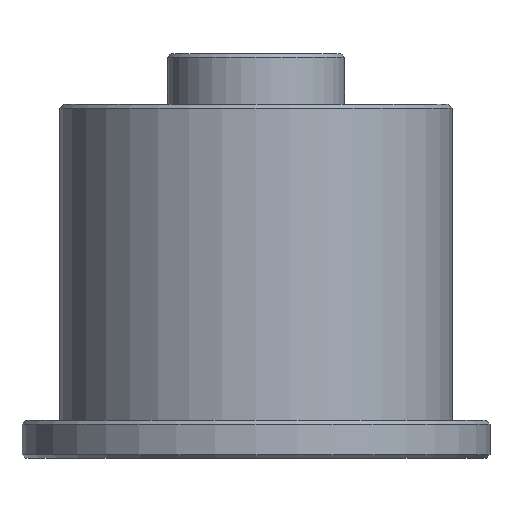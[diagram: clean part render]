
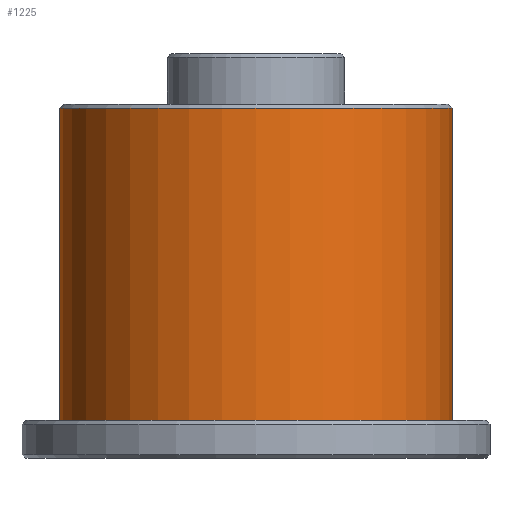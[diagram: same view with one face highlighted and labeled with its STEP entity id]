
A CAD part, front view. The second image highlights one B-rep face of the part: STEP entity #1225.
In plain terms, the highlighted cylindrical face has radius 15.5 mm (diameter 31 mm), a partial arc.
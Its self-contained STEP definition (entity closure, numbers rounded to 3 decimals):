
#67 = LINE ( 'NONE', #1532, #1899 ) ;
#116 = EDGE_CURVE ( 'NONE', #2234, #1974, #1117, .T. ) ;
#264 = CARTESIAN_POINT ( 'NONE',  ( -15.5, 0., 27.7 ) ) ;
#298 = VERTEX_POINT ( 'NONE', #1493 ) ;
#309 = DIRECTION ( 'NONE',  ( 0., 0., -1. ) ) ;
#408 = ORIENTED_EDGE ( 'NONE', *, *, #2098, .F. ) ;
#492 = DIRECTION ( 'NONE',  ( 1., 0., 0. ) ) ;
#538 = DIRECTION ( 'NONE',  ( 0., 0., -1. ) ) ;
#592 = FACE_OUTER_BOUND ( 'NONE', #2075, .T. ) ;
#725 = CARTESIAN_POINT ( 'NONE',  ( 15.5, 0., 3. ) ) ;
#837 = DIRECTION ( 'NONE',  ( 0., 0., -1. ) ) ;
#881 = CIRCLE ( 'NONE', #1980, 15.5 ) ;
#1117 = CIRCLE ( 'NONE', #1948, 15.5 ) ;
#1173 = DIRECTION ( 'NONE',  ( 0., 0., -1. ) ) ;
#1225 = ADVANCED_FACE ( 'NONE', ( #592 ), #2232, .T. ) ;
#1363 = ORIENTED_EDGE ( 'NONE', *, *, #1394, .F. ) ;
#1394 = EDGE_CURVE ( 'NONE', #2234, #1849, #67, .T. ) ;
#1493 = CARTESIAN_POINT ( 'NONE',  ( -15.5, 0., 3. ) ) ;
#1532 = CARTESIAN_POINT ( 'NONE',  ( 15.5, 0., 28. ) ) ;
#1535 = CARTESIAN_POINT ( 'NONE',  ( 0., 0., 27.7 ) ) ;
#1587 = VECTOR ( 'NONE', #538, 1000. ) ;
#1598 = EDGE_CURVE ( 'NONE', #1974, #298, #2158, .T. ) ;
#1603 = CARTESIAN_POINT ( 'NONE',  ( -15.5, 0., 28. ) ) ;
#1608 = CARTESIAN_POINT ( 'NONE',  ( 15.5, 0., 27.7 ) ) ;
#1725 = AXIS2_PLACEMENT_3D ( 'NONE', #2040, #309, #2063 ) ;
#1768 = DIRECTION ( 'NONE',  ( -1., 0., 0. ) ) ;
#1822 = ORIENTED_EDGE ( 'NONE', *, *, #1598, .T. ) ;
#1849 = VERTEX_POINT ( 'NONE', #725 ) ;
#1899 = VECTOR ( 'NONE', #837, 1000. ) ;
#1948 = AXIS2_PLACEMENT_3D ( 'NONE', #1535, #1173, #492 ) ;
#1961 = DIRECTION ( 'NONE',  ( 0., 0., -1. ) ) ;
#1974 = VERTEX_POINT ( 'NONE', #264 ) ;
#1980 = AXIS2_PLACEMENT_3D ( 'NONE', #2124, #1961, #1768 ) ;
#2040 = CARTESIAN_POINT ( 'NONE',  ( 0., 0., 28. ) ) ;
#2063 = DIRECTION ( 'NONE',  ( -1., 0., 0. ) ) ;
#2075 = EDGE_LOOP ( 'NONE', ( #1363, #2114, #1822, #408 ) ) ;
#2098 = EDGE_CURVE ( 'NONE', #1849, #298, #881, .T. ) ;
#2114 = ORIENTED_EDGE ( 'NONE', *, *, #116, .T. ) ;
#2124 = CARTESIAN_POINT ( 'NONE',  ( 0., 0., 3. ) ) ;
#2158 = LINE ( 'NONE', #1603, #1587 ) ;
#2232 = CYLINDRICAL_SURFACE ( 'NONE', #1725, 15.5 ) ;
#2234 = VERTEX_POINT ( 'NONE', #1608 ) ;
